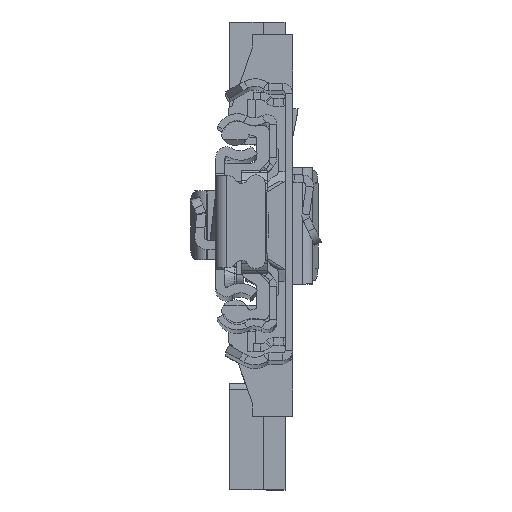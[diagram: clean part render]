
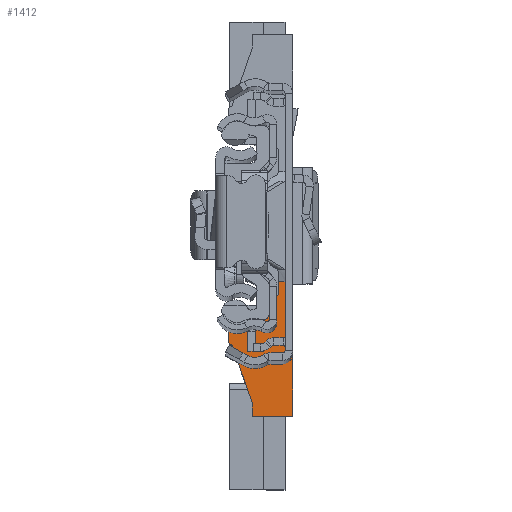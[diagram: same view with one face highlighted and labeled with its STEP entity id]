
A CAD part, top view. The second image highlights one B-rep face of the part: STEP entity #1412.
In plain terms, the highlighted face is planar.
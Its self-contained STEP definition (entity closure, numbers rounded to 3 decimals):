
#215 = LINE ( 'NONE', #11594, #15263 ) ;
#220 = CARTESIAN_POINT ( 'NONE',  ( 19., 0., -67. ) ) ;
#306 = CARTESIAN_POINT ( 'NONE',  ( 10.318, 3.419, -67. ) ) ;
#842 = LINE ( 'NONE', #24171, #8334 ) ;
#894 = EDGE_CURVE ( 'NONE', #4643, #12281, #27873, .T. ) ;
#955 = CARTESIAN_POINT ( 'NONE',  ( 13.5, 9., -67. ) ) ;
#1290 = VECTOR ( 'NONE', #9836, 1000. ) ;
#1412 = ADVANCED_FACE ( 'NONE', ( #8245 ), #16818, .F. ) ;
#1488 = DIRECTION ( 'NONE',  ( 0., -1., 0. ) ) ;
#1870 = LINE ( 'NONE', #36108, #20622 ) ;
#2157 = CARTESIAN_POINT ( 'NONE',  ( 18.5, 9., -67. ) ) ;
#2178 = CIRCLE ( 'NONE', #4538, 0.5 ) ;
#4267 = CARTESIAN_POINT ( 'NONE',  ( 9.012, -17.65, -67. ) ) ;
#4538 = AXIS2_PLACEMENT_3D ( 'NONE', #25031, #25573, #22226 ) ;
#4643 = VERTEX_POINT ( 'NONE', #2157 ) ;
#5108 = CARTESIAN_POINT ( 'NONE',  ( -28.5, 9., -67. ) ) ;
#5288 = CARTESIAN_POINT ( 'NONE',  ( 30.5, 5.2, -67. ) ) ;
#5785 = CARTESIAN_POINT ( 'NONE',  ( 28.5, 5.2, -67. ) ) ;
#5828 = ORIENTED_EDGE ( 'NONE', *, *, #24306, .F. ) ;
#6402 = EDGE_CURVE ( 'NONE', #12281, #14547, #13880, .T. ) ;
#6939 = ORIENTED_EDGE ( 'NONE', *, *, #16089, .T. ) ;
#7076 = LINE ( 'NONE', #4267, #31964 ) ;
#7118 = VERTEX_POINT ( 'NONE', #29434 ) ;
#7260 = CARTESIAN_POINT ( 'NONE',  ( 12., 3.2, -67. ) ) ;
#7397 = LINE ( 'NONE', #21599, #34590 ) ;
#7803 = CARTESIAN_POINT ( 'NONE',  ( 12.586, 3.2, -67. ) ) ;
#7911 = ORIENTED_EDGE ( 'NONE', *, *, #6402, .F. ) ;
#8012 = DIRECTION ( 'NONE',  ( 1., 0., 0. ) ) ;
#8046 = AXIS2_PLACEMENT_3D ( 'NONE', #22560, #8357, #19751 ) ;
#8182 = ORIENTED_EDGE ( 'NONE', *, *, #28841, .T. ) ;
#8245 = FACE_OUTER_BOUND ( 'NONE', #33257, .T. ) ;
#8334 = VECTOR ( 'NONE', #12211, 1000. ) ;
#8357 = DIRECTION ( 'NONE',  ( 0., 0., -1. ) ) ;
#9159 = LINE ( 'NONE', #5785, #33505 ) ;
#9172 = CIRCLE ( 'NONE', #8046, 5.707 ) ;
#9331 = AXIS2_PLACEMENT_3D ( 'NONE', #25233, #13648, #10694 ) ;
#9458 = CARTESIAN_POINT ( 'NONE',  ( 10.792, 3.2, -67. ) ) ;
#9836 = DIRECTION ( 'NONE',  ( 0., -1., 0. ) ) ;
#9906 = EDGE_CURVE ( 'NONE', #21280, #13565, #215, .T. ) ;
#10143 = EDGE_CURVE ( 'NONE', #20019, #28770, #1870, .T. ) ;
#10348 = AXIS2_PLACEMENT_3D ( 'NONE', #25530, #28306, #13578 ) ;
#10694 = DIRECTION ( 'NONE',  ( 1., 0., 0. ) ) ;
#10919 = CARTESIAN_POINT ( 'NONE',  ( 13., 4.318, -67. ) ) ;
#11300 = CARTESIAN_POINT ( 'NONE',  ( 12., 3.2, -67. ) ) ;
#11594 = CARTESIAN_POINT ( 'NONE',  ( -28.5, 0., -67. ) ) ;
#11821 = VERTEX_POINT ( 'NONE', #10919 ) ;
#12211 = DIRECTION ( 'NONE',  ( 1., 0., 0. ) ) ;
#12235 = ORIENTED_EDGE ( 'NONE', *, *, #34034, .F. ) ;
#12281 = VERTEX_POINT ( 'NONE', #955 ) ;
#13175 = ORIENTED_EDGE ( 'NONE', *, *, #10143, .F. ) ;
#13565 = VERTEX_POINT ( 'NONE', #220 ) ;
#13578 = DIRECTION ( 'NONE',  ( 1., 0., 0. ) ) ;
#13648 = DIRECTION ( 'NONE',  ( 0., 0., 1. ) ) ;
#13880 = CIRCLE ( 'NONE', #10348, 0.5 ) ;
#14278 = CARTESIAN_POINT ( 'NONE',  ( 10.38, 3.353, -67. ) ) ;
#14547 = VERTEX_POINT ( 'NONE', #26982 ) ;
#14548 = EDGE_CURVE ( 'NONE', #14547, #11821, #29943, .T. ) ;
#14650 = CARTESIAN_POINT ( 'NONE',  ( 10.701, 3.2, -67. ) ) ;
#14686 = DIRECTION ( 'NONE',  ( -1., 0., 0. ) ) ;
#15258 = CARTESIAN_POINT ( 'NONE',  ( 10.318, 3.419, -67. ) ) ;
#15263 = VECTOR ( 'NONE', #31884, 1000. ) ;
#15848 = VECTOR ( 'NONE', #17049, 1000. ) ;
#15887 = VERTEX_POINT ( 'NONE', #32236 ) ;
#16089 = EDGE_CURVE ( 'NONE', #35260, #18520, #17368, .T. ) ;
#16097 = VECTOR ( 'NONE', #1488, 1000. ) ;
#16466 = CARTESIAN_POINT ( 'NONE',  ( 13., 9., -67. ) ) ;
#16654 = CARTESIAN_POINT ( 'NONE',  ( 9.012, 0., -67. ) ) ;
#16818 = PLANE ( 'NONE',  #9331 ) ;
#17049 = DIRECTION ( 'NONE',  ( -1., 0., 0. ) ) ;
#17368 = B_SPLINE_CURVE_WITH_KNOTS ( 'NONE', 3,
 ( #306, #14278, #23261, #31587, #14650, #22526 ),
 .UNSPECIFIED., .F., .F.,
 ( 4, 2, 4 ),
 ( 0., 0., 0.001 ),
 .UNSPECIFIED. ) ;
#18520 = VERTEX_POINT ( 'NONE', #9458 ) ;
#19751 = DIRECTION ( 'NONE',  ( -1., 0., 0. ) ) ;
#20019 = VERTEX_POINT ( 'NONE', #21537 ) ;
#20030 = ORIENTED_EDGE ( 'NONE', *, *, #30241, .F. ) ;
#20598 = CARTESIAN_POINT ( 'NONE',  ( 9.012, 5.732, -67. ) ) ;
#20622 = VECTOR ( 'NONE', #8012, 1000. ) ;
#21280 = VERTEX_POINT ( 'NONE', #16654 ) ;
#21457 = LINE ( 'NONE', #32762, #16097 ) ;
#21537 = CARTESIAN_POINT ( 'NONE',  ( 19., -1.2, -67. ) ) ;
#21599 = CARTESIAN_POINT ( 'NONE',  ( 19., 9., -67. ) ) ;
#21609 = EDGE_CURVE ( 'NONE', #15887, #4643, #2178, .T. ) ;
#22226 = DIRECTION ( 'NONE',  ( 1., 0., 0. ) ) ;
#22526 = CARTESIAN_POINT ( 'NONE',  ( 10.792, 3.2, -67. ) ) ;
#22560 = CARTESIAN_POINT ( 'NONE',  ( 14.498, 7.304, -67. ) ) ;
#23261 = CARTESIAN_POINT ( 'NONE',  ( 10.451, 3.299, -67. ) ) ;
#23858 = ORIENTED_EDGE ( 'NONE', *, *, #24150, .T. ) ;
#23948 =( BOUNDED_CURVE ( )  B_SPLINE_CURVE ( 3, ( #33130, #30358, #7803, #7260 ),
 .UNSPECIFIED., .F., .F. ) 
 B_SPLINE_CURVE_WITH_KNOTS ( ( 4, 4 ),
 ( 4.712, 6.283 ),
 .UNSPECIFIED. ) 
 CURVE ( )  GEOMETRIC_REPRESENTATION_ITEM ( )  RATIONAL_B_SPLINE_CURVE ( ( 1., 0.805, 0.805, 1. ) ) 
 REPRESENTATION_ITEM ( '' )  );
#24033 = DIRECTION ( 'NONE',  ( 0., -1., 0. ) ) ;
#24150 = EDGE_CURVE ( 'NONE', #21280, #30685, #7076, .T. ) ;
#24171 = CARTESIAN_POINT ( 'NONE',  ( 13., 3.2, -67. ) ) ;
#24180 = ORIENTED_EDGE ( 'NONE', *, *, #33951, .F. ) ;
#24306 = EDGE_CURVE ( 'NONE', #11821, #31754, #23948, .T. ) ;
#25031 = CARTESIAN_POINT ( 'NONE',  ( 18.5, 8.5, -67. ) ) ;
#25233 = CARTESIAN_POINT ( 'NONE',  ( -28.5, 9., -67. ) ) ;
#25530 = CARTESIAN_POINT ( 'NONE',  ( 13.5, 8.5, -67. ) ) ;
#25573 = DIRECTION ( 'NONE',  ( 0., 0., 1. ) ) ;
#25702 = EDGE_CURVE ( 'NONE', #7118, #15887, #9159, .T. ) ;
#26307 = DIRECTION ( 'NONE',  ( 0., 1., 0. ) ) ;
#26420 = VERTEX_POINT ( 'NONE', #5288 ) ;
#26982 = CARTESIAN_POINT ( 'NONE',  ( 13., 8.5, -67. ) ) ;
#27509 = ORIENTED_EDGE ( 'NONE', *, *, #9906, .F. ) ;
#27873 = LINE ( 'NONE', #5108, #15848 ) ;
#28306 = DIRECTION ( 'NONE',  ( 0., 0., 1. ) ) ;
#28543 = DIRECTION ( 'NONE',  ( -0.945, 0.328, 0. ) ) ;
#28555 = EDGE_CURVE ( 'NONE', #26420, #28770, #21457, .T. ) ;
#28770 = VERTEX_POINT ( 'NONE', #36614 ) ;
#28841 = EDGE_CURVE ( 'NONE', #18520, #31754, #842, .T. ) ;
#28868 = CARTESIAN_POINT ( 'NONE',  ( 30.5, 5.2, -67. ) ) ;
#29434 = CARTESIAN_POINT ( 'NONE',  ( 28.5, 5.2, -67. ) ) ;
#29943 = LINE ( 'NONE', #16466, #1290 ) ;
#30241 = EDGE_CURVE ( 'NONE', #13565, #20019, #7397, .T. ) ;
#30358 = CARTESIAN_POINT ( 'NONE',  ( 13., 3.663, -67. ) ) ;
#30685 = VERTEX_POINT ( 'NONE', #20598 ) ;
#31031 = ORIENTED_EDGE ( 'NONE', *, *, #25702, .F. ) ;
#31587 = CARTESIAN_POINT ( 'NONE',  ( 10.614, 3.222, -67. ) ) ;
#31622 = LINE ( 'NONE', #28868, #35310 ) ;
#31754 = VERTEX_POINT ( 'NONE', #11300 ) ;
#31884 = DIRECTION ( 'NONE',  ( 1., 0., 0. ) ) ;
#31964 = VECTOR ( 'NONE', #26307, 1000. ) ;
#32236 = CARTESIAN_POINT ( 'NONE',  ( 19., 8.5, -67. ) ) ;
#32456 = ORIENTED_EDGE ( 'NONE', *, *, #21609, .F. ) ;
#32762 = CARTESIAN_POINT ( 'NONE',  ( 30.5, 0., -67. ) ) ;
#33130 = CARTESIAN_POINT ( 'NONE',  ( 13., 4.318, -67. ) ) ;
#33257 = EDGE_LOOP ( 'NONE', ( #27509, #23858, #24180, #6939, #8182, #5828, #33748, #7911, #35071, #32456, #31031, #12235, #35690, #13175, #20030 ) ) ;
#33505 = VECTOR ( 'NONE', #28543, 1000. ) ;
#33748 = ORIENTED_EDGE ( 'NONE', *, *, #14548, .F. ) ;
#33951 = EDGE_CURVE ( 'NONE', #35260, #30685, #9172, .T. ) ;
#34034 = EDGE_CURVE ( 'NONE', #26420, #7118, #31622, .T. ) ;
#34590 = VECTOR ( 'NONE', #24033, 1000. ) ;
#35071 = ORIENTED_EDGE ( 'NONE', *, *, #894, .F. ) ;
#35260 = VERTEX_POINT ( 'NONE', #15258 ) ;
#35310 = VECTOR ( 'NONE', #14686, 1000. ) ;
#35690 = ORIENTED_EDGE ( 'NONE', *, *, #28555, .T. ) ;
#36108 = CARTESIAN_POINT ( 'NONE',  ( 0., -1.2, -67. ) ) ;
#36614 = CARTESIAN_POINT ( 'NONE',  ( 30.5, -1.2, -67. ) ) ;
